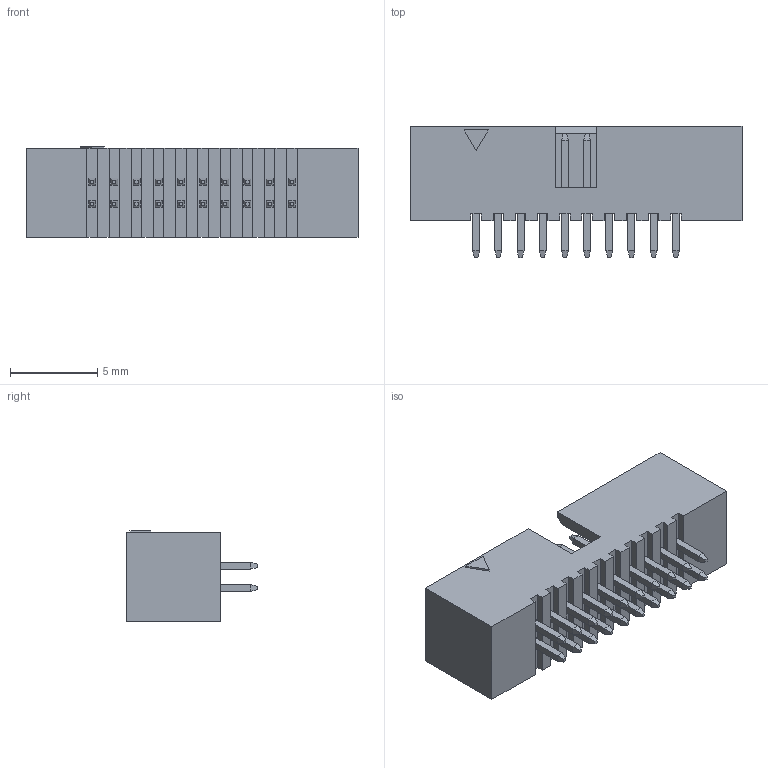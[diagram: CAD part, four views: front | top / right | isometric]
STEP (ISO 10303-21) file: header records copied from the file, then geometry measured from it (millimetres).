
FILE_DESCRIPTION (( 'STEP AP214' ), '1' );
FILE_NAME ('CONB127P-2R-20W_TH.STEP', '2015-06-30T18:42:04', ( '' ), ( '' ), 'SwSTEP 2.0', 'SolidWorks 2015', '' );
FILE_SCHEMA (( 'AUTOMOTIVE_DESIGN' ));
Length unit declared in the file: millimetre
Products named in the file (1): CONB127P-2R-20W_TH
Bounding box: 19 x 7.5 x 5.2 mm (x, y, z)
Volume: 290.9 mm3; surface area: 882.7 mm2
Topology: 21 solids, 21 shells, 423 faces, 976 edges, 596 vertices
Faces by surface type: plane 423
Entity records: 14718 total; most frequent: CARTESIAN_POINT 1996, ORIENTED_EDGE 1952, DIRECTION 1824, EDGE_CURVE 976, LINE 976, VECTOR 976, VERTEX_POINT 596, EDGE_LOOP 464
